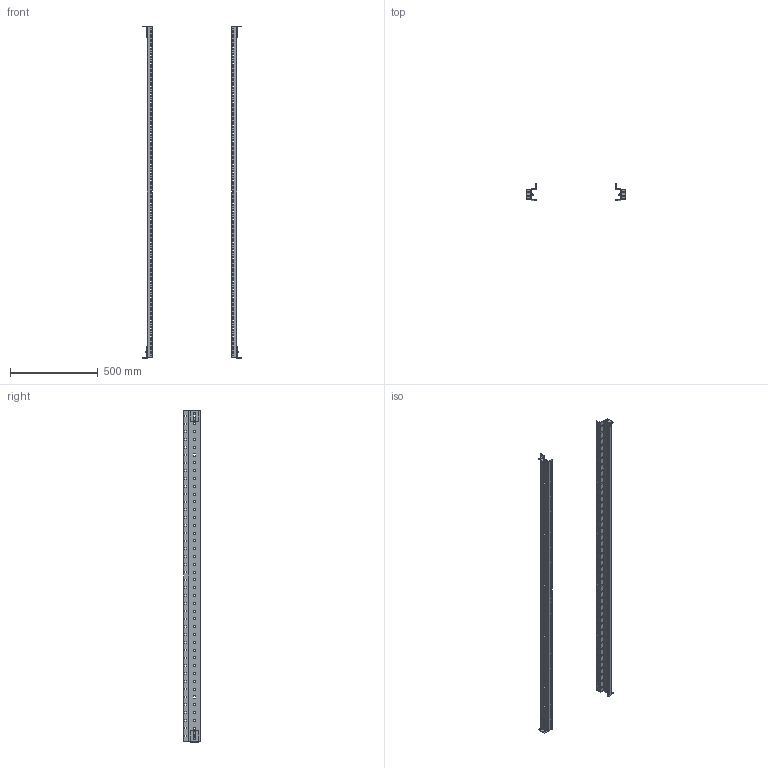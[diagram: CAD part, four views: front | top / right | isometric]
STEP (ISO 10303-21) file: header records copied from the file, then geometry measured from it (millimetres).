
FILE_DESCRIPTION (( 'STEP AP214' ), '1' );
FILE_NAME ('STR200K.STEP', '2025-05-14T20:03:28', ( '' ), ( '' ), 'SwSTEP 2.0', 'SolidWorks 2024', '' );
FILE_SCHEMA (( 'AUTOMOTIVE_DESIGN' ));
Length unit declared in the file: inch
Products named in the file (1): STR200K
Bounding box: 561.5 x 94 x 1891 mm (x, y, z)
Volume: 1331996.4 mm3; surface area: 1138787.1 mm2
Topology: 11 solids, 11 shells, 2194 faces, 6482 edges, 4312 vertices
Faces by surface type: plane 2136, cylinder 36, cone 20, torus 2
Full cylindrical faces by diameter (mm): 4.917 x2, 6 x2, 6.25 x1, 10 x2, 13 x2, 14 x2, 18 x1
Entity records: 74429 total; most frequent: CARTESIAN_POINT 13775, ORIENTED_EDGE 12904, DIRECTION 10874, EDGE_CURVE 6452, LINE 6300, VECTOR 6300, VERTEX_POINT 4304, EDGE_LOOP 3256
